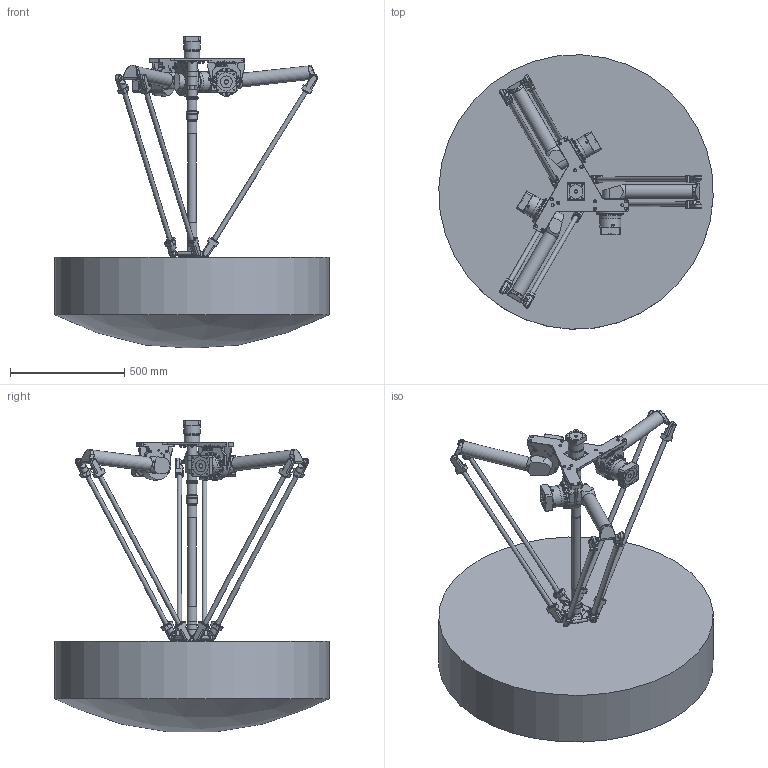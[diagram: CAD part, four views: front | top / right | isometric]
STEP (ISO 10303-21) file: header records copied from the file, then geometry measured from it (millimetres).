
FILE_DESCRIPTION(/* description */ ('Norm.iam Teamplte'),/* implementation_level */ '2;1');
FILE_NAME(/* name */ '3D-model_AL_00016.stp',/* time_stamp */ '2023-11-22T13:41:44+01:00',/* author */ ('lars.merkel'),/* organization */ (''),/* preprocessor_version */ 'ST-DEVELOPER v19.2',/* originating_system */ 'Autodesk Inventor 2023',/* authorisation */ '');
FILE_SCHEMA (('AUTOMOTIVE_DESIGN { 1 0 10303 214 3 1 1 }'));
Products named in the file (9): AL_00016_Dummy DELTA Robotermechanik RL4-1200-6kg; MT_WST00115480 Roboterkopf_DUMMY; MT_WST00115466 Oberarm_DUMMY; MT_WST00115464 Unterarm_DUMMY; MT_WST00115485 Dummy Teleskop oben; MT_WST00115486 Teleskopwelle_DUMMY; MT_WST00115488 Werkzeugträger_DUMMY; MT_WST00111290; MT_WST00115490 ISO-Flansch_DUMMY
Assembly tree (15 placements, depth 2):
  AL_00016_Dummy DELTA Robotermechanik RL4-1200-6kg
    MT_WST00115480 Roboterkopf_DUMMY
    MT_WST00115464 Unterarm_DUMMY  x6
    MT_WST00115466 Oberarm_DUMMY  x3
    MT_WST00115485 Dummy Teleskop oben
    MT_WST00115486 Teleskopwelle_DUMMY
    MT_WST00115488 Werkzeugträger_DUMMY
    MT_WST00111290
    MT_WST00115490 ISO-Flansch_DUMMY
Bounding box: 1199.3 x 1199.3 x 1362.85 mm (x, y, z)
Volume: 382606897.3 mm3; surface area: 4793479.9 mm2
Topology: 15 solids, 77 shells, 3789 faces, 8802 edges, 5479 vertices
Faces by surface type: plane 1903, cylinder 997, cone 296, torus 259, sphere 173, bspline 161
Full cylindrical faces by diameter (mm): 2 x1, 3 x12, 4 x4, 4.134 x6, 4.3 x4, 4.917 x29, 5 x52, 5.3 x4, 5.5 x48, 5.8 x4, 5.9 x12, 6 x4, 6.647 x9, 7 x16, 8.5 x52, 9 x4, 9.8 x3, 10 x7, 10.106 x12, 12 x13, 13.5 x12, 14 x1, 14.6 x1, 17 x3, 18 x3, 19 x6, 20 x9, 32 x12, 36 x1, 40 x1
Entity records: 95075 total; most frequent: CARTESIAN_POINT 25141, DIRECTION 14104, ORIENTED_EDGE 13496, EDGE_CURVE 6748, AXIS2_PLACEMENT_3D 5213, VERTEX_POINT 4383, LINE 3678, VECTOR 3678
